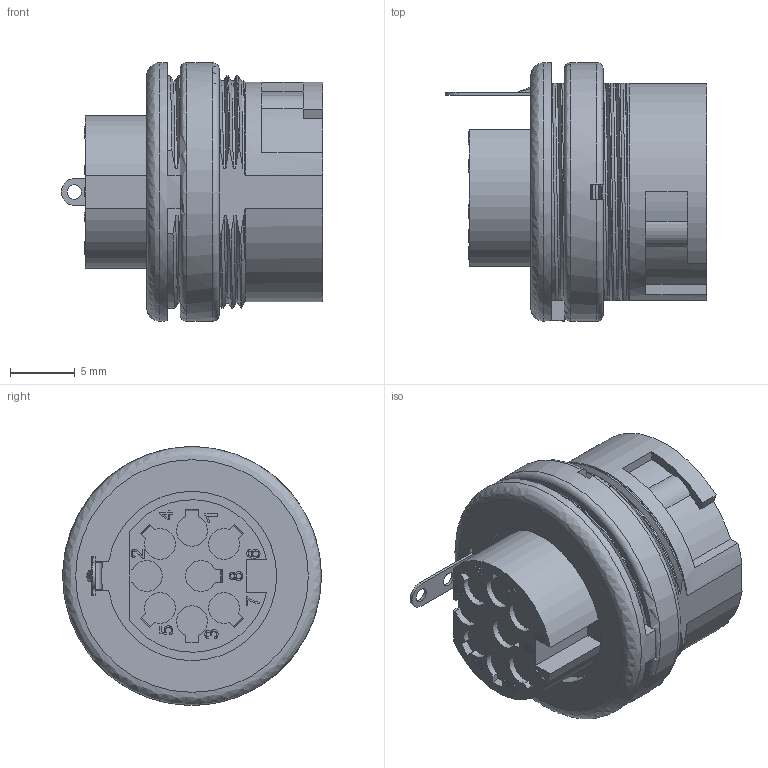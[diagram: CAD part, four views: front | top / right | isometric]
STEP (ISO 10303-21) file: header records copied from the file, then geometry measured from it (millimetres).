
FILE_DESCRIPTION(/* description */ (''),/* implementation_level */ '2;1');
FILE_NAME(/* name */ 't 3527 150 unxc001-01.stp',/* time_stamp */ '2019-07-08T17:51:57+02:00',/* author */ (''),/* organization */ (''),/* preprocessor_version */ 'ST-DEVELOPER v16.7',/* originating_system */ 'SIEMENS PLM Software NX 12.0',/* authorisation */ '');
FILE_SCHEMA (('AUTOMOTIVE_DESIGN { 1 0 10303 214 3 1 1 1 }'));
Length unit declared in the file: millimetre
Products named in the file (1): t 3527 150 unxc001-01
Bounding box: 20.2 x 20 x 20 mm (x, y, z)
Volume: 3231.5 mm3; surface area: 3139 mm2
Topology: 1 solids, 1 shells, 369 faces, 1088 edges, 721 vertices
Faces by surface type: plane 199, cylinder 81, bspline 39, extrusion 28, cone 15, sphere 4, torus 3
Full cylindrical faces by diameter (mm): 1.1 x2, 18.3 x1, 20 x2
Entity records: 31216 total; most frequent: CARTESIAN_POINT 20828, ORIENTED_EDGE 2132, DIRECTION 1451, EDGE_CURVE 1066, VERTEX_POINT 711, VECTOR 569, LINE 541, AXIS2_PLACEMENT_3D 441
